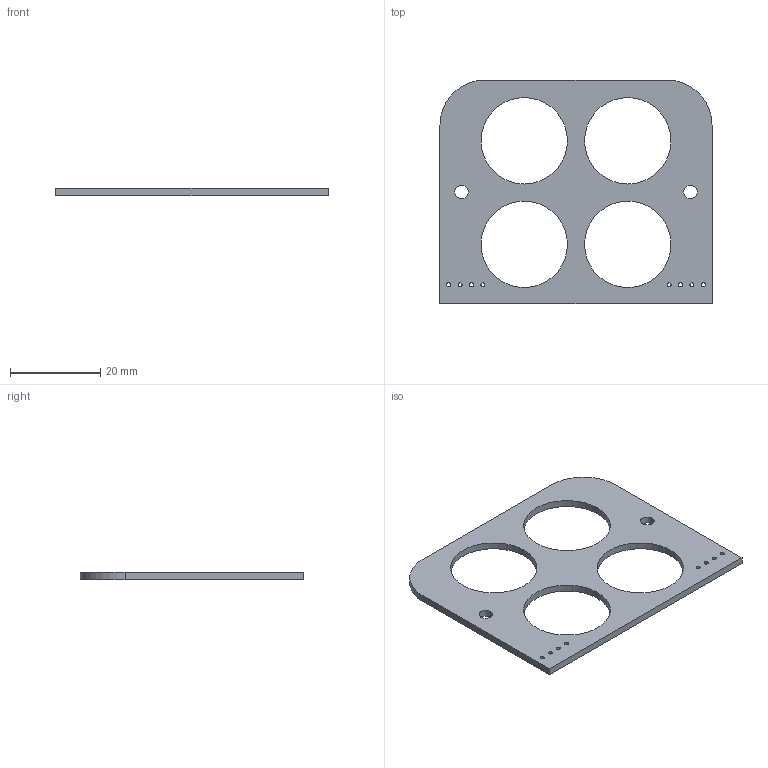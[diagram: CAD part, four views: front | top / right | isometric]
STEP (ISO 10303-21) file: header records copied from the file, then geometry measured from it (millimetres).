
FILE_DESCRIPTION(('KiCad electronic assembly'),'2;1');
FILE_NAME('4XLTO1865V02A.step','2022-08-10T08:32:34',('Pcbnew'),('Kicad' ),'Open CASCADE STEP processor 7.5','KiCad to STEP converter', 'Unknown');
FILE_SCHEMA(('AUTOMOTIVE_DESIGN { 1 0 10303 214 1 1 1 1 }'));
Length unit declared in the file: millimetre
Products named in the file (2): 4XLTO1865V02A 1; 4XLTO1865V02A PCB
Assembly tree (1 placements, depth 2):
  4XLTO1865V02A 1
    4XLTO1865V02A PCB
Bounding box: 60.45 x 49.75 x 1.6 mm (x, y, z)
Volume: 2859.4 mm3; surface area: 4365.1 mm2
Topology: 1 solids, 1 shells, 22 faces, 60 edges, 40 vertices
Faces by surface type: cylinder 16, plane 6
Full cylindrical faces by diameter (mm): 0.889 x8, 3 x2, 19.2 x4
Entity records: 1599 total; most frequent: DIRECTION 260, CARTESIAN_POINT 244, ORIENTED_EDGE 120, PCURVE 120, DEFINITIONAL_REPRESENTATION 120, LINE 116, VECTOR 116, CIRCLE 64
